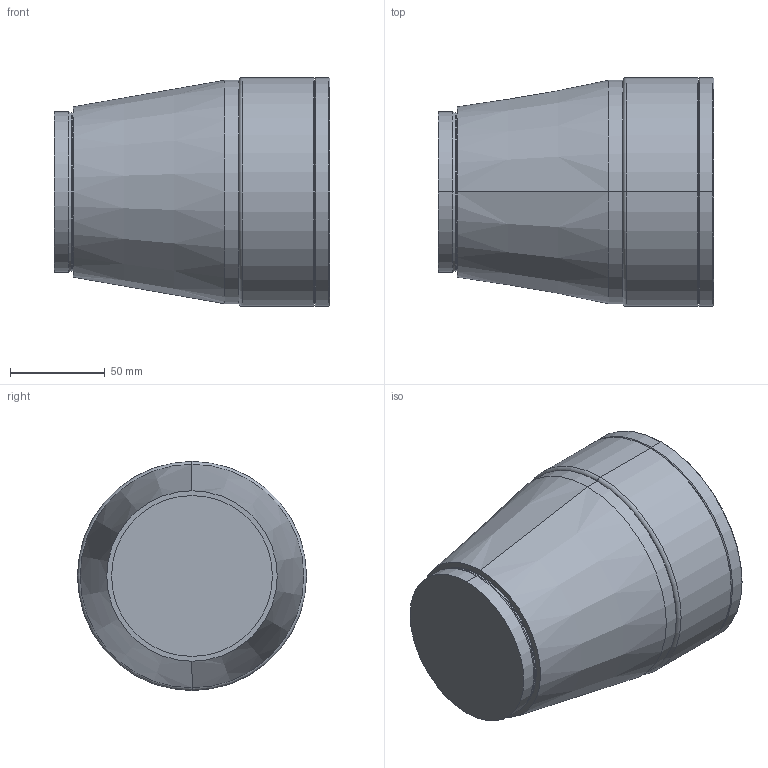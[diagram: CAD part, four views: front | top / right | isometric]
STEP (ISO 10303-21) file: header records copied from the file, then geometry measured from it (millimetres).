
FILE_DESCRIPTION (( 'STEP AP203' ), '1' );
FILE_NAME ('S4LFT4262_01.STEP', '2012-10-11T08:15:15', ( 'Albrecht' ), ( '' ), 'SwSTEP 2.0', 'SolidWorks 2012', '' );
FILE_SCHEMA (( 'CONFIG_CONTROL_DESIGN' ));
Length unit declared in the file: millimetre
Products named in the file (1): S4LFT4262_01
Bounding box: 145.48 x 121 x 121 mm (x, y, z)
Volume: 1372875.4 mm3; surface area: 70507.4 mm2
Topology: 1 solids, 1 shells, 34 faces, 66 edges, 38 vertices
Faces by surface type: cylinder 12, cone 8, torus 8, plane 6
Entity records: 949 total; most frequent: DIRECTION 182, CARTESIAN_POINT 139, ORIENTED_EDGE 132, AXIS2_PLACEMENT_3D 81, EDGE_CURVE 66, CIRCLE 46, VERTEX_POINT 38, EDGE_LOOP 38
